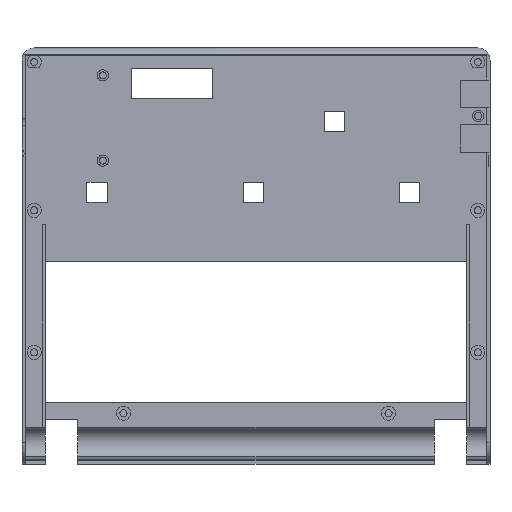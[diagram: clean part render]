
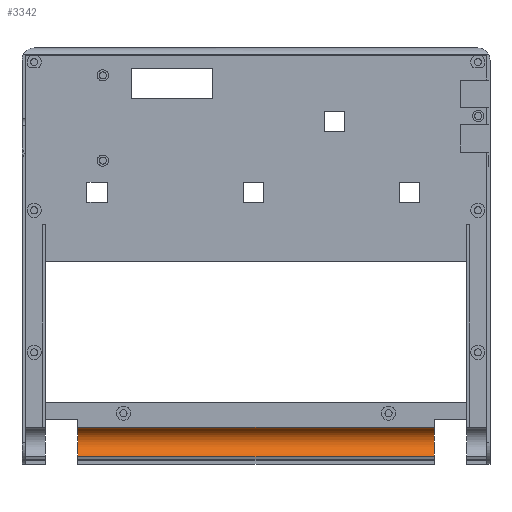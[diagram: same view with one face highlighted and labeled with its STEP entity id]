
A CAD part, front view. The second image highlights one B-rep face of the part: STEP entity #3342.
In plain terms, the highlighted cylindrical face has radius 7.5 mm (diameter 15 mm), a partial arc.
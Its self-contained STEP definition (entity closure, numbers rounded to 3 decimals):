
#353=FACE_OUTER_BOUND('',#566,.T.);
#566=EDGE_LOOP('',(#2952,#2953,#2954,#2955));
#930=LINE('',#5505,#1310);
#933=LINE('',#5511,#1313);
#1310=VECTOR('',#4413,10.);
#1313=VECTOR('',#4422,10.);
#1435=CIRCLE('',#3596,7.5);
#1440=CIRCLE('',#3602,7.5);
#1712=VERTEX_POINT('',#5455);
#1713=VERTEX_POINT('',#5457);
#1723=VERTEX_POINT('',#5479);
#1724=VERTEX_POINT('',#5481);
#2140=EDGE_CURVE('',#1713,#1712,#1435,.T.);
#2152=EDGE_CURVE('',#1724,#1723,#1440,.T.);
#2164=EDGE_CURVE('',#1712,#1724,#930,.T.);
#2167=EDGE_CURVE('',#1723,#1713,#933,.T.);
#2952=ORIENTED_EDGE('',*,*,#2140,.T.);
#2953=ORIENTED_EDGE('',*,*,#2164,.T.);
#2954=ORIENTED_EDGE('',*,*,#2152,.T.);
#2955=ORIENTED_EDGE('',*,*,#2167,.T.);
#3187=CYLINDRICAL_SURFACE('',#3612,7.5);
#3342=ADVANCED_FACE('',(#353),#3187,.F.);
#3596=AXIS2_PLACEMENT_3D('',#5458,#4370,#4371);
#3602=AXIS2_PLACEMENT_3D('',#5482,#4389,#4390);
#3612=AXIS2_PLACEMENT_3D('',#5510,#4420,#4421);
#4370=DIRECTION('center_axis',(1.,0.,0.));
#4371=DIRECTION('ref_axis',(0.,0.,1.));
#4389=DIRECTION('center_axis',(-1.,0.,0.));
#4390=DIRECTION('ref_axis',(0.,0.,1.));
#4413=DIRECTION('',(-1.,0.,0.));
#4420=DIRECTION('center_axis',(1.,0.,0.));
#4421=DIRECTION('ref_axis',(0.,0.,1.));
#4422=DIRECTION('',(1.,0.,0.));
#5455=CARTESIAN_POINT('',(203.1,10.5,-187.));
#5457=CARTESIAN_POINT('',(203.1,13.417,-201.41));
#5458=CARTESIAN_POINT('Origin',(203.1,10.5,-194.5));
#5479=CARTESIAN_POINT('',(27.5,13.417,-201.41));
#5481=CARTESIAN_POINT('',(27.5,10.5,-187.));
#5482=CARTESIAN_POINT('Origin',(27.5,10.5,-194.5));
#5505=CARTESIAN_POINT('',(0.,10.5,-187.));
#5510=CARTESIAN_POINT('Origin',(0.,10.5,-194.5));
#5511=CARTESIAN_POINT('',(0.,13.417,-201.41));
